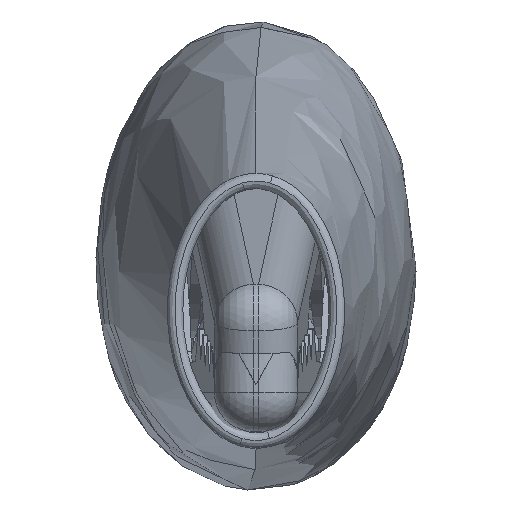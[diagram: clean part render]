
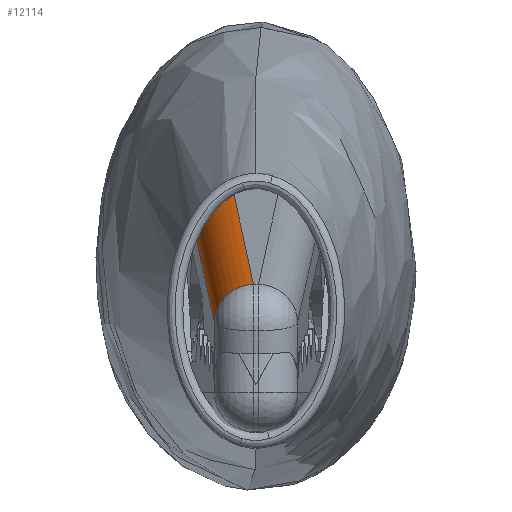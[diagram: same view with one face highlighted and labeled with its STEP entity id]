
A CAD part, top view. The second image highlights one B-rep face of the part: STEP entity #12114.
In plain terms, the highlighted cylindrical face has radius 1 mm (diameter 2 mm), a partial arc.
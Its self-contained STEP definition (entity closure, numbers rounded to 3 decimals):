
#129 = ORIENTED_EDGE ( 'NONE', *, *, #15258, .F. ) ;
#1728 = ORIENTED_EDGE ( 'NONE', *, *, #6207, .F. ) ;
#2138 = EDGE_CURVE ( 'NONE', #15465, #10262, #3722, .T. ) ;
#2237 = VECTOR ( 'NONE', #3354, 1000. ) ;
#2627 = LINE ( 'NONE', #3280, #8685 ) ;
#2921 = CARTESIAN_POINT ( 'NONE',  ( 1.632, 5.453, -4.293 ) ) ;
#3280 = CARTESIAN_POINT ( 'NONE',  ( 1.02, 2.608, -17.625 ) ) ;
#3310 = DIRECTION ( 'NONE',  ( 0.045, 0.209, 0.977 ) ) ;
#3314 = CARTESIAN_POINT ( 'NONE',  ( 0.025, 3.614, -17.703 ) ) ;
#3354 = DIRECTION ( 'NONE',  ( -0.045, -0.209, -0.977 ) ) ;
#3722 = CIRCLE ( 'NONE', #12732, 1. ) ;
#4061 = AXIS2_PLACEMENT_3D ( 'NONE', #7950, #9181, #15288 ) ;
#4835 = CARTESIAN_POINT ( 'NONE',  ( 0.064, 3.794, -16.856 ) ) ;
#5956 = CARTESIAN_POINT ( 'NONE',  ( 1.632, 6.026, -4.415 ) ) ;
#6199 = EDGE_CURVE ( 'NONE', #15465, #7208, #2627, .T. ) ;
#6207 = EDGE_CURVE ( 'NONE', #13414, #10262, #9069, .T. ) ;
#6467 = DIRECTION ( 'NONE',  ( 0., -0.978, 0.209 ) ) ;
#6521 = DIRECTION ( 'NONE',  ( 0.045, 0.209, 0.977 ) ) ;
#6835 = CYLINDRICAL_SURFACE ( 'NONE', #4061, 1. ) ;
#7208 = VERTEX_POINT ( 'NONE', #2921 ) ;
#7528 = CARTESIAN_POINT ( 'NONE',  ( 0.064, 2.816, -16.647 ) ) ;
#7950 = CARTESIAN_POINT ( 'NONE',  ( 0.021, 2.617, -17.581 ) ) ;
#8298 =( BOUNDED_CURVE ( )  B_SPLINE_CURVE ( 3, ( #8340, #5956, #15729, #8396 ),
 .UNSPECIFIED., .F., .T. ) 
 B_SPLINE_CURVE_WITH_KNOTS ( ( 4, 4 ),
 ( 0., 1.571 ),
 .UNSPECIFIED. ) 
 CURVE ( )  GEOMETRIC_REPRESENTATION_ITEM ( )  RATIONAL_B_SPLINE_CURVE ( ( 1., 0.805, 0.805, 1. ) ) 
 REPRESENTATION_ITEM ( '' )  );
#8340 = CARTESIAN_POINT ( 'NONE',  ( 1.632, 5.453, -4.293 ) ) ;
#8396 = CARTESIAN_POINT ( 'NONE',  ( 0.634, 6.443, -4.446 ) ) ;
#8685 = VECTOR ( 'NONE', #3310, 1000. ) ;
#8868 = CARTESIAN_POINT ( 'NONE',  ( 0.634, 6.443, -4.446 ) ) ;
#9069 = LINE ( 'NONE', #3314, #2237 ) ;
#9181 = DIRECTION ( 'NONE',  ( 0.045, 0.209, 0.977 ) ) ;
#10011 = CARTESIAN_POINT ( 'NONE',  ( 1.063, 2.807, -16.691 ) ) ;
#10262 = VERTEX_POINT ( 'NONE', #4835 ) ;
#11303 = EDGE_LOOP ( 'NONE', ( #11695, #1728, #129, #14095 ) ) ;
#11695 = ORIENTED_EDGE ( 'NONE', *, *, #2138, .T. ) ;
#12114 = ADVANCED_FACE ( 'NONE', ( #13714 ), #6835, .T. ) ;
#12732 = AXIS2_PLACEMENT_3D ( 'NONE', #7528, #6521, #6467 ) ;
#13414 = VERTEX_POINT ( 'NONE', #8868 ) ;
#13714 = FACE_OUTER_BOUND ( 'NONE', #11303, .T. ) ;
#14095 = ORIENTED_EDGE ( 'NONE', *, *, #6199, .F. ) ;
#15258 = EDGE_CURVE ( 'NONE', #7208, #13414, #8298, .T. ) ;
#15288 = DIRECTION ( 'NONE',  ( 0., -0.978, 0.209 ) ) ;
#15465 = VERTEX_POINT ( 'NONE', #10011 ) ;
#15729 = CARTESIAN_POINT ( 'NONE',  ( 1.219, 6.436, -4.479 ) ) ;
